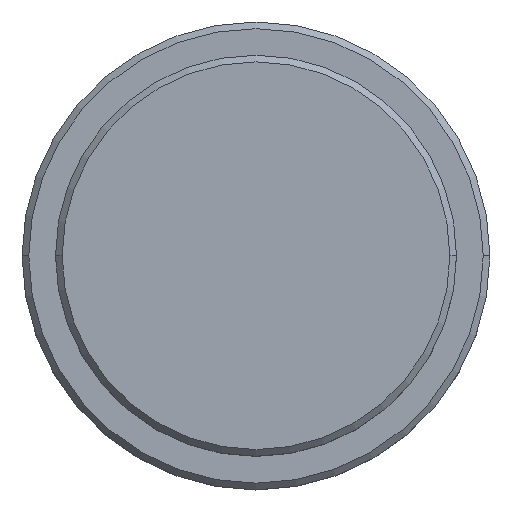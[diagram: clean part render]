
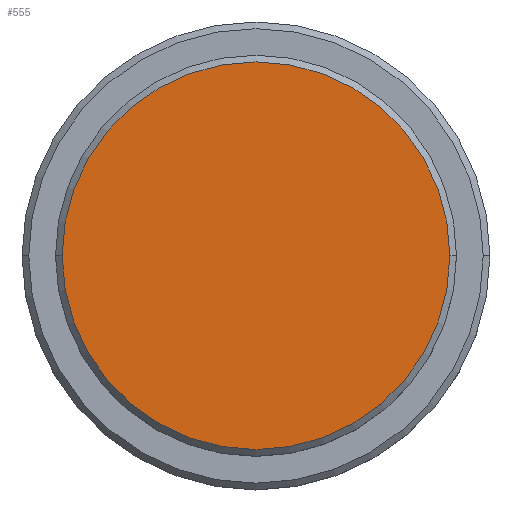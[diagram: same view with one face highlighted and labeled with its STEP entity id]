
A CAD part, top view. The second image highlights one B-rep face of the part: STEP entity #555.
In plain terms, the highlighted planar face has unit normal (0, 0, 1).
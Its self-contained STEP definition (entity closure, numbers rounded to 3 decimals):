
#60 = VERTEX_POINT ( 'NONE', #506 ) ;
#89 = CARTESIAN_POINT ( 'NONE',  ( 0., 0., 0. ) ) ;
#100 = CIRCLE ( 'NONE', #456, 14.5 ) ;
#120 = DIRECTION ( 'NONE',  ( 0., 0., 1. ) ) ;
#263 = EDGE_CURVE ( 'NONE', #949, #60, #100, .T. ) ;
#421 = CARTESIAN_POINT ( 'NONE',  ( 0., 0., 0. ) ) ;
#456 = AXIS2_PLACEMENT_3D ( 'NONE', #89, #120, #566 ) ;
#476 = ORIENTED_EDGE ( 'NONE', *, *, #263, .T. ) ;
#484 = AXIS2_PLACEMENT_3D ( 'NONE', #421, #643, #987 ) ;
#506 = CARTESIAN_POINT ( 'NONE',  ( -14.5, 0., 0. ) ) ;
#547 = EDGE_CURVE ( 'NONE', #60, #949, #975, .T. ) ;
#553 = FACE_OUTER_BOUND ( 'NONE', #1123, .T. ) ;
#555 = ADVANCED_FACE ( 'NONE', ( #553 ), #605, .T. ) ;
#566 = DIRECTION ( 'NONE',  ( 1., 0., 0. ) ) ;
#605 = PLANE ( 'NONE',  #1277 ) ;
#643 = DIRECTION ( 'NONE',  ( 0., 0., 1. ) ) ;
#879 = CARTESIAN_POINT ( 'NONE',  ( 0., 0., 0. ) ) ;
#941 = DIRECTION ( 'NONE',  ( 0., 0., 1. ) ) ;
#949 = VERTEX_POINT ( 'NONE', #1303 ) ;
#970 = DIRECTION ( 'NONE',  ( 1., 0., 0. ) ) ;
#975 = CIRCLE ( 'NONE', #484, 14.5 ) ;
#987 = DIRECTION ( 'NONE',  ( 1., 0., 0. ) ) ;
#1123 = EDGE_LOOP ( 'NONE', ( #1164, #476 ) ) ;
#1164 = ORIENTED_EDGE ( 'NONE', *, *, #547, .T. ) ;
#1277 = AXIS2_PLACEMENT_3D ( 'NONE', #879, #941, #970 ) ;
#1303 = CARTESIAN_POINT ( 'NONE',  ( 14.5, 0., 0. ) ) ;
